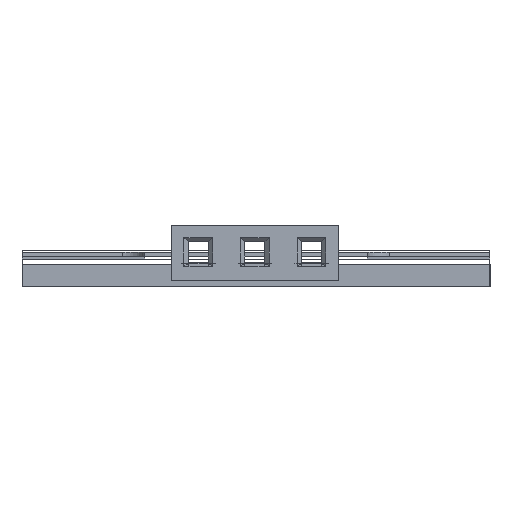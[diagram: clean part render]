
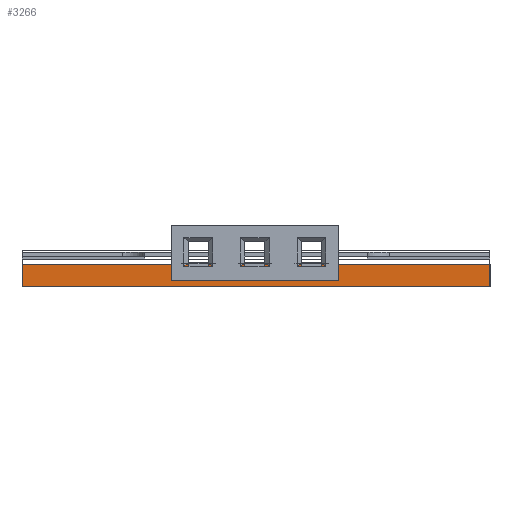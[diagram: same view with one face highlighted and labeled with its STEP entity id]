
A CAD part, left-side view. The second image highlights one B-rep face of the part: STEP entity #3266.
In plain terms, the highlighted planar face has unit normal (-1, 0, 0).
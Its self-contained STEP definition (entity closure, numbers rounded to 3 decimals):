
#191 = VECTOR ( 'NONE', #856, 1000. ) ;
#207 = EDGE_CURVE ( 'NONE', #1855, #2481, #2378, .T. ) ;
#316 = DIRECTION ( 'NONE',  ( -1., 0., 0. ) ) ;
#318 = EDGE_LOOP ( 'NONE', ( #1966, #1946, #1697, #564 ) ) ;
#353 = CARTESIAN_POINT ( 'NONE',  ( -155.628, 24.002, 441.92 ) ) ;
#361 = EDGE_CURVE ( 'NONE', #2481, #898, #3698, .T. ) ;
#451 = FACE_OUTER_BOUND ( 'NONE', #318, .T. ) ;
#527 = CARTESIAN_POINT ( 'NONE',  ( -155.628, 24.002, 440.92 ) ) ;
#564 = ORIENTED_EDGE ( 'NONE', *, *, #3337, .T. ) ;
#585 = LINE ( 'NONE', #2891, #2188 ) ;
#610 = PLANE ( 'NONE',  #2175 ) ;
#856 = DIRECTION ( 'NONE',  ( 0., -1., 0. ) ) ;
#898 = VERTEX_POINT ( 'NONE', #353 ) ;
#934 = DIRECTION ( 'NONE',  ( 0., -1., 0. ) ) ;
#1036 = LINE ( 'NONE', #1543, #191 ) ;
#1283 = DIRECTION ( 'NONE',  ( 0., 0., 1. ) ) ;
#1494 = VECTOR ( 'NONE', #2918, 1000. ) ;
#1543 = CARTESIAN_POINT ( 'NONE',  ( -155.628, 45.002, 440.92 ) ) ;
#1575 = CARTESIAN_POINT ( 'NONE',  ( -155.628, 45.002, 441.92 ) ) ;
#1697 = ORIENTED_EDGE ( 'NONE', *, *, #3070, .T. ) ;
#1855 = VERTEX_POINT ( 'NONE', #4126 ) ;
#1946 = ORIENTED_EDGE ( 'NONE', *, *, #207, .F. ) ;
#1966 = ORIENTED_EDGE ( 'NONE', *, *, #361, .F. ) ;
#2175 = AXIS2_PLACEMENT_3D ( 'NONE', #2217, #316, #2535 ) ;
#2188 = VECTOR ( 'NONE', #1283, 1000. ) ;
#2217 = CARTESIAN_POINT ( 'NONE',  ( -155.628, 45.002, 440.92 ) ) ;
#2378 = LINE ( 'NONE', #4133, #1494 ) ;
#2481 = VERTEX_POINT ( 'NONE', #3181 ) ;
#2535 = DIRECTION ( 'NONE',  ( 0., -1., 0. ) ) ;
#2735 = VECTOR ( 'NONE', #934, 1000. ) ;
#2891 = CARTESIAN_POINT ( 'NONE',  ( -155.628, 24.002, 440.92 ) ) ;
#2918 = DIRECTION ( 'NONE',  ( 0., 0., 1. ) ) ;
#3070 = EDGE_CURVE ( 'NONE', #1855, #3701, #1036, .T. ) ;
#3181 = CARTESIAN_POINT ( 'NONE',  ( -155.628, 45.002, 441.92 ) ) ;
#3266 = ADVANCED_FACE ( 'NONE', ( #451 ), #610, .T. ) ;
#3337 = EDGE_CURVE ( 'NONE', #3701, #898, #585, .T. ) ;
#3698 = LINE ( 'NONE', #1575, #2735 ) ;
#3701 = VERTEX_POINT ( 'NONE', #527 ) ;
#4126 = CARTESIAN_POINT ( 'NONE',  ( -155.628, 45.002, 440.92 ) ) ;
#4133 = CARTESIAN_POINT ( 'NONE',  ( -155.628, 45.002, 440.92 ) ) ;
